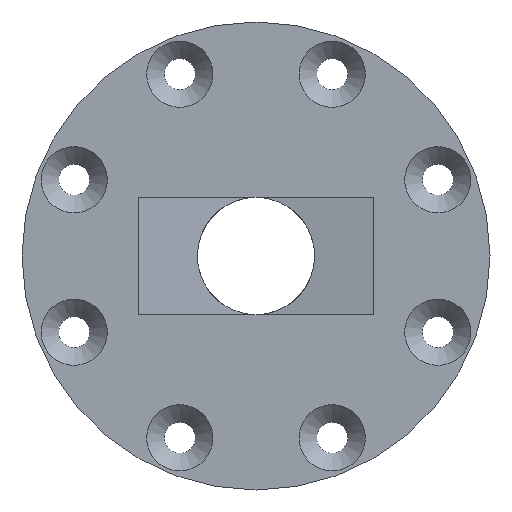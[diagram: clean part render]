
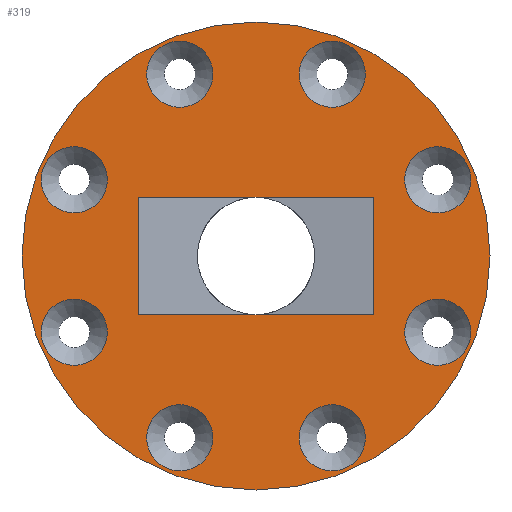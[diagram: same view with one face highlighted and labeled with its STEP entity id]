
A CAD part, front view. The second image highlights one B-rep face of the part: STEP entity #319.
In plain terms, the highlighted planar face has unit normal (0, -1, 0).
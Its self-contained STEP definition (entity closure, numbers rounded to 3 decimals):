
#28=FACE_BOUND('',#96,.T.);
#29=FACE_BOUND('',#97,.T.);
#30=FACE_BOUND('',#98,.T.);
#31=FACE_BOUND('',#99,.T.);
#32=FACE_BOUND('',#100,.T.);
#33=FACE_BOUND('',#101,.T.);
#34=FACE_BOUND('',#102,.T.);
#35=FACE_BOUND('',#103,.T.);
#36=FACE_BOUND('',#104,.T.);
#42=PLANE('',#373);
#69=FACE_OUTER_BOUND('',#95,.T.);
#95=EDGE_LOOP('',(#287));
#96=EDGE_LOOP('',(#288,#289,#290,#291));
#97=EDGE_LOOP('',(#292));
#98=EDGE_LOOP('',(#293));
#99=EDGE_LOOP('',(#294));
#100=EDGE_LOOP('',(#295));
#101=EDGE_LOOP('',(#296));
#102=EDGE_LOOP('',(#297));
#103=EDGE_LOOP('',(#298));
#104=EDGE_LOOP('',(#299));
#115=LINE('',#544,#132);
#117=LINE('',#548,#134);
#119=LINE('',#552,#136);
#121=LINE('',#555,#138);
#132=VECTOR('',#457,10.);
#134=VECTOR('',#461,10.);
#136=VECTOR('',#465,10.);
#138=VECTOR('',#469,10.);
#139=CIRCLE('',#336,39.9);
#143=CIRCLE('',#345,5.65);
#145=CIRCLE('',#348,5.65);
#147=CIRCLE('',#351,5.65);
#149=CIRCLE('',#354,5.65);
#151=CIRCLE('',#357,5.65);
#153=CIRCLE('',#360,5.65);
#155=CIRCLE('',#363,5.65);
#157=CIRCLE('',#366,5.65);
#159=VERTEX_POINT('',#479);
#163=VERTEX_POINT('',#493);
#165=VERTEX_POINT('',#499);
#167=VERTEX_POINT('',#505);
#169=VERTEX_POINT('',#511);
#171=VERTEX_POINT('',#517);
#173=VERTEX_POINT('',#523);
#175=VERTEX_POINT('',#529);
#177=VERTEX_POINT('',#535);
#179=VERTEX_POINT('',#541);
#180=VERTEX_POINT('',#543);
#181=VERTEX_POINT('',#547);
#182=VERTEX_POINT('',#551);
#183=EDGE_CURVE('',#159,#159,#139,.F.);
#190=EDGE_CURVE('',#163,#163,#143,.T.);
#193=EDGE_CURVE('',#165,#165,#145,.T.);
#196=EDGE_CURVE('',#167,#167,#147,.T.);
#199=EDGE_CURVE('',#169,#169,#149,.T.);
#202=EDGE_CURVE('',#171,#171,#151,.T.);
#205=EDGE_CURVE('',#173,#173,#153,.T.);
#208=EDGE_CURVE('',#175,#175,#155,.T.);
#211=EDGE_CURVE('',#177,#177,#157,.T.);
#215=EDGE_CURVE('',#180,#179,#115,.T.);
#217=EDGE_CURVE('',#181,#180,#117,.T.);
#219=EDGE_CURVE('',#182,#181,#119,.T.);
#221=EDGE_CURVE('',#179,#182,#121,.T.);
#287=ORIENTED_EDGE('',*,*,#183,.T.);
#288=ORIENTED_EDGE('',*,*,#221,.T.);
#289=ORIENTED_EDGE('',*,*,#219,.T.);
#290=ORIENTED_EDGE('',*,*,#217,.T.);
#291=ORIENTED_EDGE('',*,*,#215,.T.);
#292=ORIENTED_EDGE('',*,*,#211,.T.);
#293=ORIENTED_EDGE('',*,*,#208,.T.);
#294=ORIENTED_EDGE('',*,*,#205,.T.);
#295=ORIENTED_EDGE('',*,*,#202,.T.);
#296=ORIENTED_EDGE('',*,*,#199,.T.);
#297=ORIENTED_EDGE('',*,*,#196,.T.);
#298=ORIENTED_EDGE('',*,*,#193,.T.);
#299=ORIENTED_EDGE('',*,*,#190,.T.);
#319=ADVANCED_FACE('',(#69,#28,#29,#30,#31,#32,#33,#34,#35,#36),#42,.T.);
#336=AXIS2_PLACEMENT_3D('',#480,#381,#382);
#345=AXIS2_PLACEMENT_3D('',#494,#400,#401);
#348=AXIS2_PLACEMENT_3D('',#500,#407,#408);
#351=AXIS2_PLACEMENT_3D('',#506,#414,#415);
#354=AXIS2_PLACEMENT_3D('',#512,#421,#422);
#357=AXIS2_PLACEMENT_3D('',#518,#428,#429);
#360=AXIS2_PLACEMENT_3D('',#524,#435,#436);
#363=AXIS2_PLACEMENT_3D('',#530,#442,#443);
#366=AXIS2_PLACEMENT_3D('',#536,#449,#450);
#373=AXIS2_PLACEMENT_3D('',#557,#472,#473);
#381=DIRECTION('center_axis',(0.,1.,0.));
#382=DIRECTION('ref_axis',(1.,0.,0.));
#400=DIRECTION('center_axis',(0.,1.,0.));
#401=DIRECTION('ref_axis',(0.,0.,-1.));
#407=DIRECTION('center_axis',(0.,1.,0.));
#408=DIRECTION('ref_axis',(0.,0.,-1.));
#414=DIRECTION('center_axis',(0.,1.,0.));
#415=DIRECTION('ref_axis',(0.,0.,-1.));
#421=DIRECTION('center_axis',(0.,1.,0.));
#422=DIRECTION('ref_axis',(0.,0.,-1.));
#428=DIRECTION('center_axis',(0.,1.,0.));
#429=DIRECTION('ref_axis',(0.,0.,-1.));
#435=DIRECTION('center_axis',(0.,1.,0.));
#436=DIRECTION('ref_axis',(0.,0.,-1.));
#442=DIRECTION('center_axis',(0.,1.,0.));
#443=DIRECTION('ref_axis',(0.,0.,-1.));
#449=DIRECTION('center_axis',(0.,1.,0.));
#450=DIRECTION('ref_axis',(0.,0.,-1.));
#457=DIRECTION('',(0.,0.,-1.));
#461=DIRECTION('',(1.,0.,0.));
#465=DIRECTION('',(0.,0.,1.));
#469=DIRECTION('',(-1.,0.,0.));
#472=DIRECTION('center_axis',(0.,-1.,0.));
#473=DIRECTION('ref_axis',(1.,0.,0.));
#479=CARTESIAN_POINT('',(-141.618,-88.851,-125.599));
#480=CARTESIAN_POINT('Origin',(-101.718,-88.851,-125.599));
#493=CARTESIAN_POINT('',(-132.717,-88.851,-106.956));
#494=CARTESIAN_POINT('Origin',(-132.717,-88.851,-112.606));
#499=CARTESIAN_POINT('',(-132.718,-88.851,-132.95));
#500=CARTESIAN_POINT('Origin',(-132.718,-88.851,-138.6));
#505=CARTESIAN_POINT('',(-114.718,-88.851,-88.949));
#506=CARTESIAN_POINT('Origin',(-114.718,-88.851,-94.599));
#511=CARTESIAN_POINT('',(-88.718,-88.851,-88.949));
#512=CARTESIAN_POINT('Origin',(-88.718,-88.851,-94.599));
#517=CARTESIAN_POINT('',(-70.718,-88.851,-106.949));
#518=CARTESIAN_POINT('Origin',(-70.718,-88.851,-112.599));
#523=CARTESIAN_POINT('',(-70.717,-88.851,-132.949));
#524=CARTESIAN_POINT('Origin',(-70.717,-88.851,-138.599));
#529=CARTESIAN_POINT('',(-88.718,-88.851,-150.948));
#530=CARTESIAN_POINT('Origin',(-88.718,-88.851,-156.598));
#535=CARTESIAN_POINT('',(-114.717,-88.851,-150.948));
#536=CARTESIAN_POINT('Origin',(-114.717,-88.851,-156.598));
#541=CARTESIAN_POINT('',(-81.718,-88.851,-135.599));
#543=CARTESIAN_POINT('',(-81.718,-88.851,-115.599));
#544=CARTESIAN_POINT('',(-81.718,-88.851,-120.599));
#547=CARTESIAN_POINT('',(-121.718,-88.851,-115.599));
#548=CARTESIAN_POINT('',(-111.718,-88.851,-115.599));
#551=CARTESIAN_POINT('',(-121.718,-88.851,-135.599));
#552=CARTESIAN_POINT('',(-121.718,-88.851,-120.599));
#555=CARTESIAN_POINT('',(-91.718,-88.851,-135.599));
#557=CARTESIAN_POINT('Origin',(-101.718,-88.851,-125.599));
